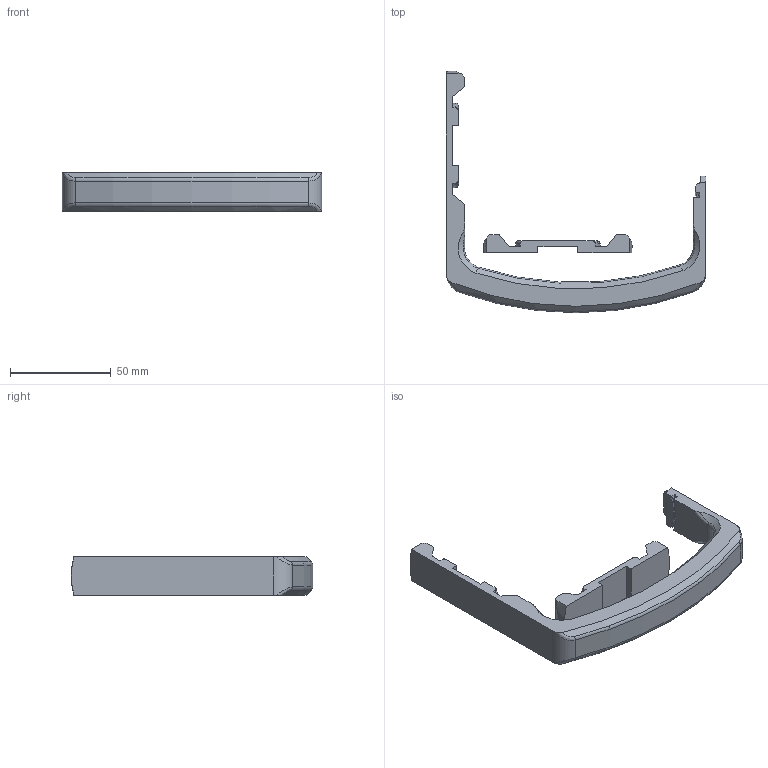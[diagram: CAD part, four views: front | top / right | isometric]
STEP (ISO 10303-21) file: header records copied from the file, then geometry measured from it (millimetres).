
FILE_DESCRIPTION(/* description */ (''),/* implementation_level */ '2;1');
FILE_NAME(/* name */ 'Can-Handle_blank_01.stp',/* time_stamp */ '2015-11-18T14:23:35-05:00',/* author */ ('agranados'),/* organization */ (''),/* preprocessor_version */ 'ST-DEVELOPER v16.1',/* originating_system */ 'AutoCAD Mechanical',/* authorisation */ '');
FILE_SCHEMA (('AUTOMOTIVE_DESIGN { 1 0 10303 214 3 1 1 }'));
Length unit declared in the file: inch
Products named in the file (1): Product
Bounding box: 128.67 x 119.88 x 19.05 mm (x, y, z)
Volume: 56818.9 mm3; surface area: 19454.5 mm2
Topology: 2 solids, 2 shells, 90 faces, 257 edges, 173 vertices
Faces by surface type: plane 34, cylinder 21, torus 14, cone 13, bspline 8
Entity records: 3378 total; most frequent: CARTESIAN_POINT 1082, ORIENTED_EDGE 510, DIRECTION 435, EDGE_CURVE 255, VERTEX_POINT 169, AXIS2_PLACEMENT_3D 163, LINE 109, VECTOR 109
